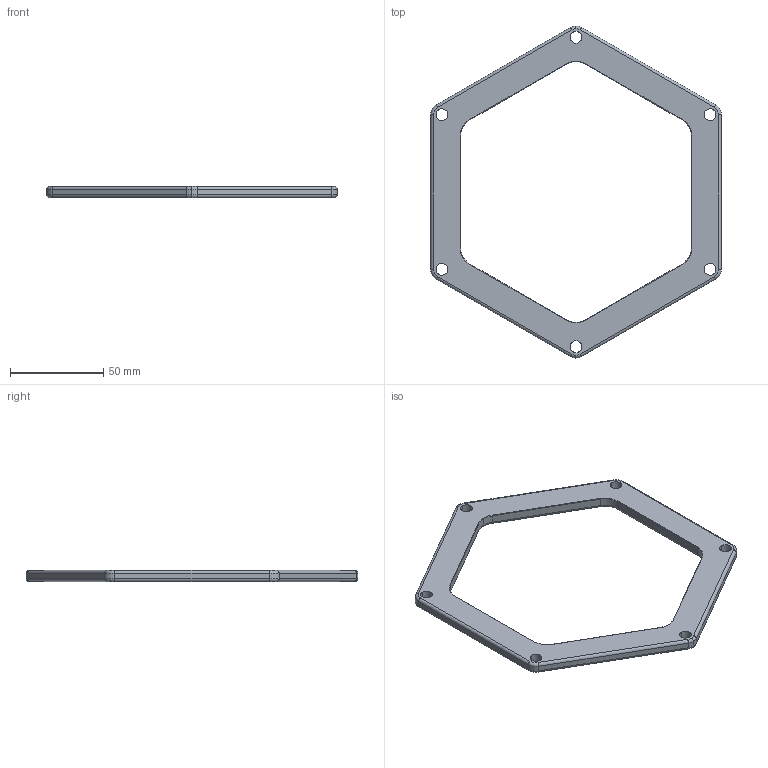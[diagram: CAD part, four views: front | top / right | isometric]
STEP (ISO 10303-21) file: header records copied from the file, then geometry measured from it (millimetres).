
FILE_DESCRIPTION(('CoCreate Modeling STEP Export'),'2;1');
FILE_NAME('mesh_plane_draft.stp','2010-03-02T20:02:18',(''),(''),'CoCreate Modeling STEP processor for AP214 (Solid Model)','CoCreate Modeling 16.00A 16-Aug-2008 (C) Parametric Technology GmbH','');
FILE_SCHEMA(('AUTOMOTIVE_DESIGN { 1 0 10303 214 1 1 1 1 }'));
Length unit declared in the file: millimetre
Products named in the file (2): HV_grid_06_A
Assembly tree (1 placements, depth 2):
  HV_grid_06_A
    HV_grid_06_A
Bounding box: 155.78 x 178.02 x 6 mm (x, y, z)
Volume: 44737.5 mm3; surface area: 20629.6 mm2
Topology: 1 solids, 1 shells, 106 faces, 250 edges, 145 vertices
Faces by surface type: cylinder 56, torus 32, plane 14, cone 4
Entity records: 2850 total; most frequent: DIRECTION 506, ORIENTED_EDGE 496, CARTESIAN_POINT 446, EDGE_CURVE 248, AXIS2_PLACEMENT_3D 205, VERTEX_POINT 145, EDGE_LOOP 121, CIRCLE 120
